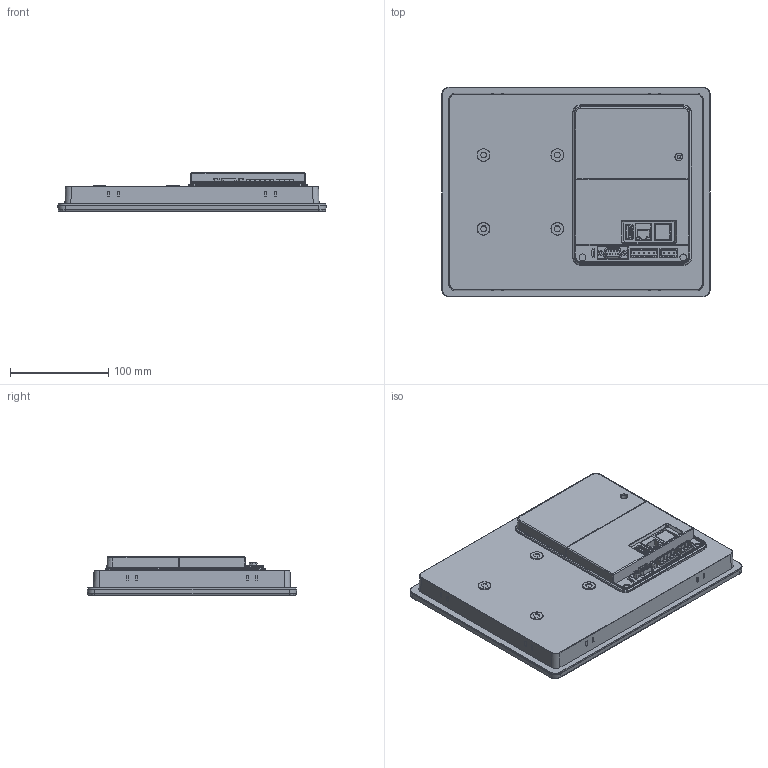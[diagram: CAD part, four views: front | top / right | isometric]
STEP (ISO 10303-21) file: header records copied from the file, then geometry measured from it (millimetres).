
FILE_DESCRIPTION((''),'2;1');
FILE_NAME('FE6100M-3D','2020-04-07T17:48:21',('weixf'),(''),'CREO PARAMETRIC BY PTC INC, 2016510','CREO PARAMETRIC BY PTC INC, 2016510','');
FILE_SCHEMA(('CONFIG_CONTROL_DESIGN'));
Length unit declared in the file: millimetre
Products named in the file (1): FE6100M-3D
Bounding box: 273 x 213 x 39.1 mm (x, y, z)
Volume: 1519118.5 mm3; surface area: 192284.3 mm2
Topology: 1 solids, 27 shells, 1406 faces, 3585 edges, 2286 vertices
Faces by surface type: plane 873, cylinder 337, torus 64, cone 59, bspline 55, sphere 10, extrusion 4, revolution 4
Entity records: 45339 total; most frequent: CARTESIAN_POINT 11574, ORIENTED_EDGE 7150, DIRECTION 6671, EDGE_CURVE 3575, VECTOR 2545, LINE 2541, VERTEX_POINT 2286, AXIS2_PLACEMENT_3D 2061
